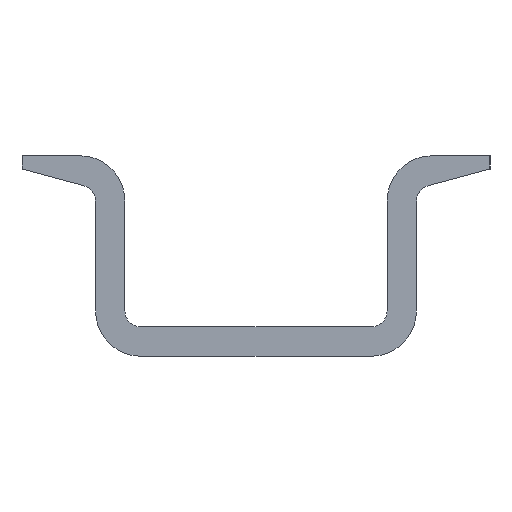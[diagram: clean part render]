
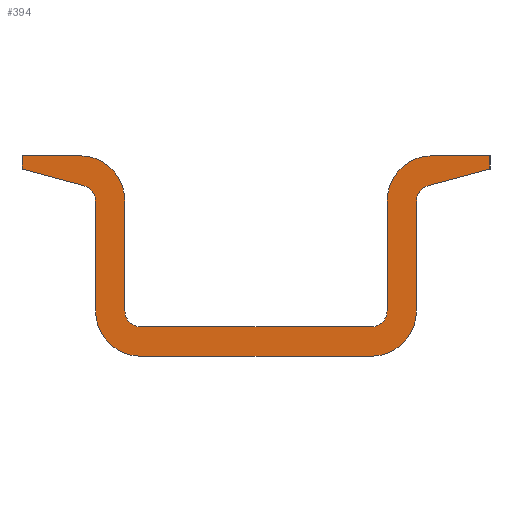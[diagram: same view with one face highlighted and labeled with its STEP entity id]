
A CAD part, left-side view. The second image highlights one B-rep face of the part: STEP entity #394.
In plain terms, the highlighted planar face has unit normal (-1, 0, 0).
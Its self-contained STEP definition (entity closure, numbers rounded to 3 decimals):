
#341=CIRCLE('',#1066,1.2);
#343=CIRCLE('',#1070,3.395);
#353=CIRCLE('',#1082,3.395);
#355=CIRCLE('',#1086,1.2);
#357=CIRCLE('',#1092,3.395);
#359=CIRCLE('',#1096,1.2);
#369=CIRCLE('',#1108,1.2);
#371=CIRCLE('',#1112,3.395);
#394=ADVANCED_FACE('',(#452),#424,.T.);
#424=PLANE('',#1117);
#452=FACE_OUTER_BOUND('',#498,.T.);
#498=EDGE_LOOP('',(#647,#648,#649,#650,#651,#652,#653,#654,#655,#656,#657,
#658,#659,#660,#661,#662,#663,#664,#665,#666));
#647=ORIENTED_EDGE('',*,*,#803,.F.);
#648=ORIENTED_EDGE('',*,*,#893,.F.);
#649=ORIENTED_EDGE('',*,*,#890,.F.);
#650=ORIENTED_EDGE('',*,*,#887,.F.);
#651=ORIENTED_EDGE('',*,*,#884,.F.);
#652=ORIENTED_EDGE('',*,*,#881,.F.);
#653=ORIENTED_EDGE('',*,*,#862,.F.);
#654=ORIENTED_EDGE('',*,*,#859,.F.);
#655=ORIENTED_EDGE('',*,*,#856,.F.);
#656=ORIENTED_EDGE('',*,*,#853,.F.);
#657=ORIENTED_EDGE('',*,*,#850,.F.);
#658=ORIENTED_EDGE('',*,*,#847,.F.);
#659=ORIENTED_EDGE('',*,*,#844,.F.);
#660=ORIENTED_EDGE('',*,*,#841,.F.);
#661=ORIENTED_EDGE('',*,*,#838,.F.);
#662=ORIENTED_EDGE('',*,*,#835,.F.);
#663=ORIENTED_EDGE('',*,*,#816,.F.);
#664=ORIENTED_EDGE('',*,*,#813,.F.);
#665=ORIENTED_EDGE('',*,*,#810,.F.);
#666=ORIENTED_EDGE('',*,*,#807,.F.);
#731=VERTEX_POINT('',#1357);
#732=VERTEX_POINT('',#1358);
#735=VERTEX_POINT('',#1366);
#737=VERTEX_POINT('',#1372);
#739=VERTEX_POINT('',#1378);
#741=VERTEX_POINT('',#1384);
#759=VERTEX_POINT('',#1422);
#761=VERTEX_POINT('',#1428);
#763=VERTEX_POINT('',#1434);
#765=VERTEX_POINT('',#1440);
#767=VERTEX_POINT('',#1446);
#769=VERTEX_POINT('',#1452);
#771=VERTEX_POINT('',#1458);
#773=VERTEX_POINT('',#1464);
#775=VERTEX_POINT('',#1470);
#777=VERTEX_POINT('',#1476);
#795=VERTEX_POINT('',#1514);
#797=VERTEX_POINT('',#1520);
#799=VERTEX_POINT('',#1526);
#801=VERTEX_POINT('',#1532);
#803=EDGE_CURVE('',#731,#732,#911,.T.);
#807=EDGE_CURVE('',#732,#735,#915,.T.);
#810=EDGE_CURVE('',#735,#737,#341,.T.);
#813=EDGE_CURVE('',#737,#739,#919,.T.);
#816=EDGE_CURVE('',#739,#741,#343,.T.);
#835=EDGE_CURVE('',#741,#759,#931,.T.);
#838=EDGE_CURVE('',#759,#761,#353,.T.);
#841=EDGE_CURVE('',#761,#763,#935,.T.);
#844=EDGE_CURVE('',#763,#765,#355,.T.);
#847=EDGE_CURVE('',#765,#767,#939,.T.);
#850=EDGE_CURVE('',#767,#769,#942,.T.);
#853=EDGE_CURVE('',#769,#771,#945,.T.);
#856=EDGE_CURVE('',#771,#773,#357,.T.);
#859=EDGE_CURVE('',#773,#775,#949,.T.);
#862=EDGE_CURVE('',#775,#777,#359,.T.);
#881=EDGE_CURVE('',#777,#795,#961,.T.);
#884=EDGE_CURVE('',#795,#797,#369,.T.);
#887=EDGE_CURVE('',#797,#799,#965,.T.);
#890=EDGE_CURVE('',#799,#801,#371,.T.);
#893=EDGE_CURVE('',#801,#731,#969,.T.);
#911=LINE('',#1356,#987);
#915=LINE('',#1365,#991);
#919=LINE('',#1377,#995);
#931=LINE('',#1421,#1007);
#935=LINE('',#1433,#1011);
#939=LINE('',#1445,#1015);
#942=LINE('',#1451,#1018);
#945=LINE('',#1457,#1021);
#949=LINE('',#1469,#1025);
#961=LINE('',#1513,#1037);
#965=LINE('',#1525,#1041);
#969=LINE('',#1537,#1045);
#987=VECTOR('',#1137,1.);
#991=VECTOR('',#1143,1.);
#995=VECTOR('',#1155,1.);
#1007=VECTOR('',#1191,1.);
#1011=VECTOR('',#1203,1.);
#1015=VECTOR('',#1215,1.);
#1018=VECTOR('',#1220,1.);
#1021=VECTOR('',#1225,1.);
#1025=VECTOR('',#1237,1.);
#1037=VECTOR('',#1273,1.);
#1041=VECTOR('',#1285,1.);
#1045=VECTOR('',#1297,1.);
#1066=AXIS2_PLACEMENT_3D('',#1371,#1148,#1149);
#1070=AXIS2_PLACEMENT_3D('',#1383,#1160,#1161);
#1082=AXIS2_PLACEMENT_3D('',#1427,#1196,#1197);
#1086=AXIS2_PLACEMENT_3D('',#1439,#1208,#1209);
#1092=AXIS2_PLACEMENT_3D('',#1463,#1230,#1231);
#1096=AXIS2_PLACEMENT_3D('',#1475,#1242,#1243);
#1108=AXIS2_PLACEMENT_3D('',#1519,#1278,#1279);
#1112=AXIS2_PLACEMENT_3D('',#1531,#1290,#1291);
#1117=AXIS2_PLACEMENT_3D('',#1541,#1303,#1304);
#1137=DIRECTION('',(0.,0.,-1.));
#1143=DIRECTION('',(0.,0.966,-0.259));
#1148=DIRECTION('',(-1.,0.,0.));
#1149=DIRECTION('',(0.,0.259,0.966));
#1155=DIRECTION('',(0.,0.,-1.));
#1160=DIRECTION('',(1.,0.,0.));
#1161=DIRECTION('',(0.,-1.,0.));
#1191=DIRECTION('',(0.,1.,0.));
#1196=DIRECTION('',(1.,0.,0.));
#1197=DIRECTION('',(0.,0.,-1.));
#1203=DIRECTION('',(0.,0.,1.));
#1208=DIRECTION('',(-1.,0.,0.));
#1209=DIRECTION('',(0.,-1.,0.));
#1215=DIRECTION('',(0.,0.966,0.259));
#1220=DIRECTION('',(0.,0.,1.));
#1225=DIRECTION('',(0.,-1.,0.));
#1230=DIRECTION('',(1.,0.,0.));
#1231=DIRECTION('',(0.,0.,1.));
#1237=DIRECTION('',(0.,0.,-1.));
#1242=DIRECTION('',(-1.,0.,0.));
#1243=DIRECTION('',(0.,1.,0.));
#1273=DIRECTION('',(0.,-1.,0.));
#1278=DIRECTION('',(-1.,0.,0.));
#1279=DIRECTION('',(0.,0.,-1.));
#1285=DIRECTION('',(0.,0.,1.));
#1290=DIRECTION('',(1.,0.,0.));
#1291=DIRECTION('',(0.,1.,0.));
#1297=DIRECTION('',(0.,-1.,0.));
#1303=DIRECTION('',(-1.,0.,0.));
#1304=DIRECTION('',(0.,0.,1.));
#1356=CARTESIAN_POINT('',(-241.3,-17.5,0.));
#1357=CARTESIAN_POINT('',(-241.3,-17.5,0.));
#1358=CARTESIAN_POINT('',(-241.3,-17.5,-1.));
#1365=CARTESIAN_POINT('',(-241.3,-17.5,-1.));
#1366=CARTESIAN_POINT('',(-241.3,-12.889,-2.235));
#1371=CARTESIAN_POINT('',(-241.3,-13.2,-3.395));
#1372=CARTESIAN_POINT('',(-241.3,-12.,-3.395));
#1377=CARTESIAN_POINT('',(-241.3,-12.,-3.395));
#1378=CARTESIAN_POINT('',(-241.3,-12.,-11.605));
#1383=CARTESIAN_POINT('',(-241.3,-8.605,-11.605));
#1384=CARTESIAN_POINT('',(-241.3,-8.605,-15.));
#1421=CARTESIAN_POINT('',(-241.3,-8.605,-15.));
#1422=CARTESIAN_POINT('',(-241.3,8.605,-15.));
#1427=CARTESIAN_POINT('',(-241.3,8.605,-11.605));
#1428=CARTESIAN_POINT('',(-241.3,12.,-11.605));
#1433=CARTESIAN_POINT('',(-241.3,12.,-11.605));
#1434=CARTESIAN_POINT('',(-241.3,12.,-3.395));
#1439=CARTESIAN_POINT('',(-241.3,13.2,-3.395));
#1440=CARTESIAN_POINT('',(-241.3,12.889,-2.235));
#1445=CARTESIAN_POINT('',(-241.3,12.889,-2.235));
#1446=CARTESIAN_POINT('',(-241.3,17.5,-1.));
#1451=CARTESIAN_POINT('',(-241.3,17.5,-1.));
#1452=CARTESIAN_POINT('',(-241.3,17.5,0.));
#1457=CARTESIAN_POINT('',(-241.3,17.5,0.));
#1458=CARTESIAN_POINT('',(-241.3,13.2,0.));
#1463=CARTESIAN_POINT('',(-241.3,13.2,-3.395));
#1464=CARTESIAN_POINT('',(-241.3,9.805,-3.395));
#1469=CARTESIAN_POINT('',(-241.3,9.805,-3.395));
#1470=CARTESIAN_POINT('',(-241.3,9.805,-11.605));
#1475=CARTESIAN_POINT('',(-241.3,8.605,-11.605));
#1476=CARTESIAN_POINT('',(-241.3,8.605,-12.805));
#1513=CARTESIAN_POINT('',(-241.3,8.605,-12.805));
#1514=CARTESIAN_POINT('',(-241.3,-8.605,-12.805));
#1519=CARTESIAN_POINT('',(-241.3,-8.605,-11.605));
#1520=CARTESIAN_POINT('',(-241.3,-9.805,-11.605));
#1525=CARTESIAN_POINT('',(-241.3,-9.805,-11.605));
#1526=CARTESIAN_POINT('',(-241.3,-9.805,-3.395));
#1531=CARTESIAN_POINT('',(-241.3,-13.2,-3.395));
#1532=CARTESIAN_POINT('',(-241.3,-13.2,0.));
#1537=CARTESIAN_POINT('',(-241.3,-13.2,0.));
#1541=CARTESIAN_POINT('',(-241.3,-13.2,-3.395));
